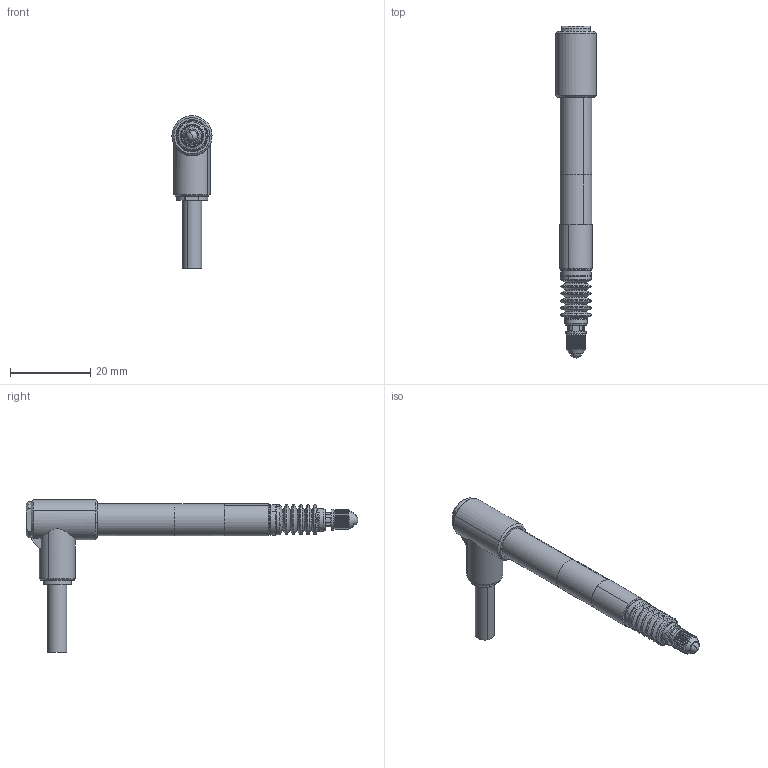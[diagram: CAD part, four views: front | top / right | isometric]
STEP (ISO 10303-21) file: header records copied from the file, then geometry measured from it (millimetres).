
FILE_DESCRIPTION(('CATIA V5 STEP'),'2;1');
FILE_NAME('805SLR.stp','2017-08-11T03:53:22+00:00',('none'),('none'),'CATIA Version 5 Release 19 SP 6 (IN-10)','CATIA V5 STEP AP214','none');
FILE_SCHEMA(('AUTOMOTIVE_DESIGN { 1 0 10303 214 1 1 1 1 }'));
Length unit declared in the file: millimetre
Products named in the file (1): 805SLR
Bounding box: 10 x 82.7 x 38 mm (x, y, z)
Volume: 5096.6 mm3; surface area: 2995.4 mm2
Topology: 1 solids, 2 shells, 320 faces, 824 edges, 515 vertices
Faces by surface type: cylinder 125, plane 80, torus 58, cone 55, sphere 2
Entity records: 9881 total; most frequent: CARTESIAN_POINT 2805, ORIENTED_EDGE 1644, DIRECTION 1128, EDGE_CURVE 822, AXIS2_PLACEMENT_3D 569, VERTEX_POINT 515, EDGE_LOOP 333, ADVANCED_FACE 320
